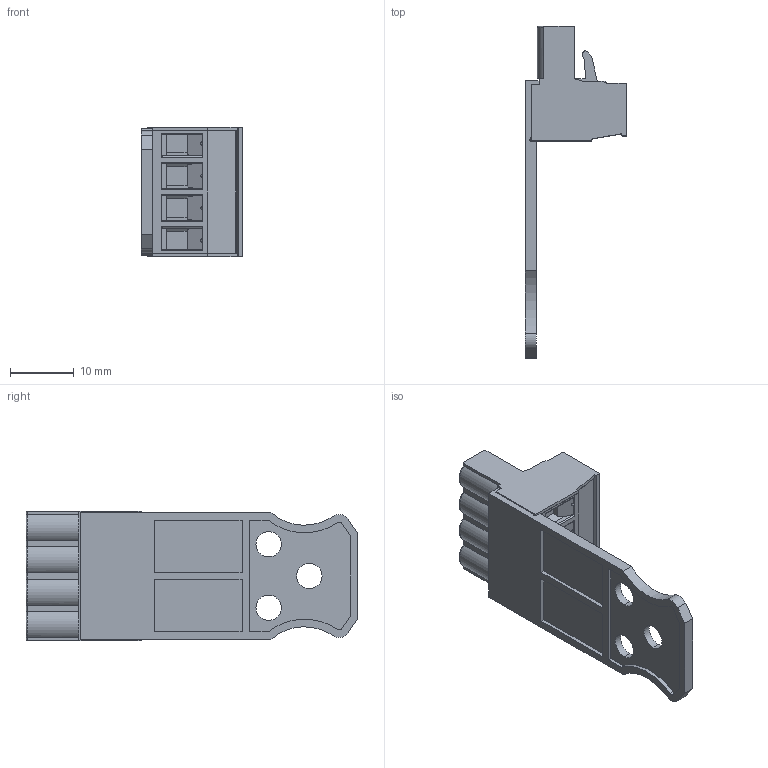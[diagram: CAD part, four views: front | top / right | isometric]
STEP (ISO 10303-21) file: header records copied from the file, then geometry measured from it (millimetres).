
FILE_DESCRIPTION((''),'2;1');
FILE_NAME('WJ2EDGK-508-04P-00A','2017-03-02T',('ysun'),(''),'CREO PARAMETRIC BY PTC INC, 2015080','CREO PARAMETRIC BY PTC INC, 2015080','');
FILE_SCHEMA(('CONFIG_CONTROL_DESIGN'));
Length unit declared in the file: millimetre
Products named in the file (1): WJ2EDGK-508-04P-00A
Bounding box: 16.05 x 52.25 x 20.32 mm (x, y, z)
Volume: 4294 mm3; surface area: 4621.1 mm2
Topology: 1 solids, 1 shells, 599 faces, 1676 edges, 1094 vertices
Faces by surface type: plane 393, cylinder 142, cone 32, torus 20, sphere 12
Entity records: 19447 total; most frequent: CARTESIAN_POINT 3646, ORIENTED_EDGE 3328, DIRECTION 3196, EDGE_CURVE 1664, VECTOR 1226, LINE 1226, VERTEX_POINT 1094, AXIS2_PLACEMENT_3D 985
